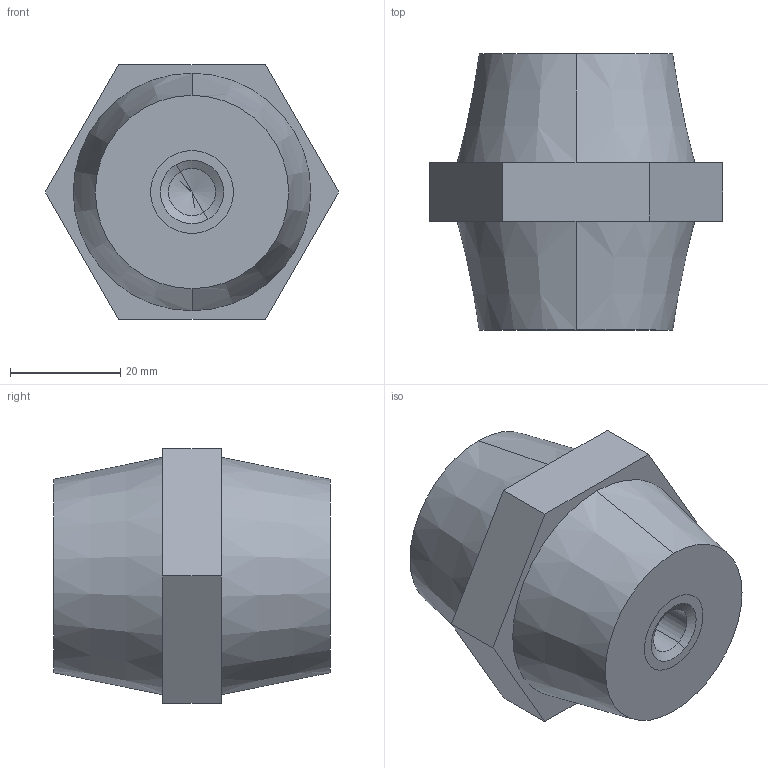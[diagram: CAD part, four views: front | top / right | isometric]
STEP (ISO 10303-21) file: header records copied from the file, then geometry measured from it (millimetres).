
FILE_DESCRIPTION (( 'STEP AP203' ), '1' );
FILE_NAME ('QHEP05010.STEP', '2024-11-28T14:09:19', ( '' ), ( '' ), 'SwSTEP 2.0', 'SolidWorks 2022', '' );
FILE_SCHEMA (( 'CONFIG_CONTROL_DESIGN' ));
Length unit declared in the file: millimetre
Products named in the file (3): INSERTO M10H50_M10H50; QHEP05010; QHEP05010_H20M4
Assembly tree (3 placements, depth 2):
  QHEP05010
    QHEP05010_H20M4
    INSERTO M10H50_M10H50  x2
Bounding box: 53.12 x 50 x 46 mm (x, y, z)
Volume: 64702.1 mm3; surface area: 16156.1 mm2
Topology: 3 solids, 3 shells, 174 faces, 398 edges, 252 vertices
Faces by surface type: plane 108, cone 38, cylinder 28
Entity records: 4082 total; most frequent: CARTESIAN_POINT 826, DIRECTION 601, ORIENTED_EDGE 592, EDGE_CURVE 296, AXIS2_PLACEMENT_3D 205, LINE 191, VECTOR 191, VERTEX_POINT 190
